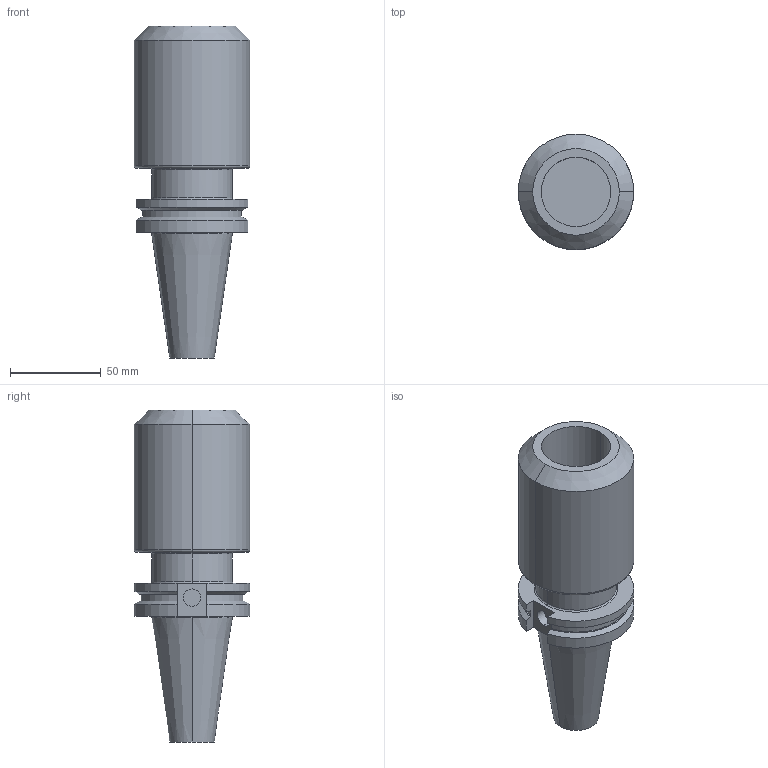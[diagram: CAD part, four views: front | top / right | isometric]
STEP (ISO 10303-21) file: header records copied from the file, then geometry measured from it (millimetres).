
FILE_DESCRIPTION (( 'STEP AP203' ), '1' );
FILE_NAME ('STP-43.653.77.450.STEP', '2020-06-22T09:55:08', ( '' ), ( '' ), 'SwSTEP 2.0', 'SolidWorks 2017', '' );
FILE_SCHEMA (( 'CONFIG_CONTROL_DESIGN' ));
Length unit declared in the file: millimetre
Products named in the file (1): STP-43.653.77.450
Bounding box: 63.5 x 63.5 x 182.55 mm (x, y, z)
Volume: 303401 mm3; surface area: 46842.2 mm2
Topology: 1 solids, 1 shells, 58 faces, 137 edges, 86 vertices
Faces by surface type: cylinder 22, plane 19, cone 10, torus 6, bspline 1
Entity records: 1796 total; most frequent: CARTESIAN_POINT 355, DIRECTION 306, ORIENTED_EDGE 270, EDGE_CURVE 135, AXIS2_PLACEMENT_3D 123, VERTEX_POINT 86, EDGE_LOOP 65, CIRCLE 65
